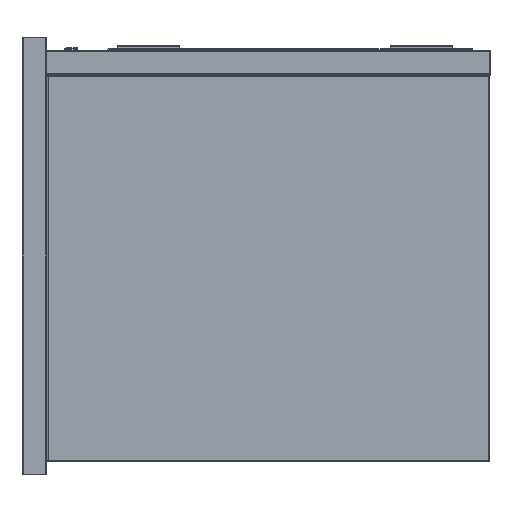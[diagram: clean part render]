
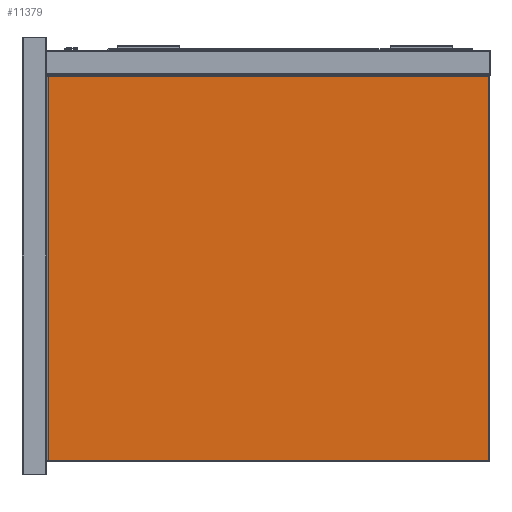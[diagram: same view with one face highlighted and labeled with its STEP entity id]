
A CAD part, left-side view. The second image highlights one B-rep face of the part: STEP entity #11379.
In plain terms, the highlighted planar face has unit normal (-1, 0, 0).
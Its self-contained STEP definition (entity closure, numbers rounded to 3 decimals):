
#205 = VECTOR ( 'NONE', #20003, 1000. ) ;
#259 = CARTESIAN_POINT ( 'NONE',  ( -700., 353., -658. ) ) ;
#1018 = DIRECTION ( 'NONE',  ( 0., -1., 0. ) ) ;
#1933 = AXIS2_PLACEMENT_3D ( 'NONE', #6495, #20625, #2807 ) ;
#2367 = ORIENTED_EDGE ( 'NONE', *, *, #2578, .T. ) ;
#2578 = EDGE_CURVE ( 'NONE', #29760, #10680, #38201, .T. ) ;
#2807 = DIRECTION ( 'NONE',  ( 0., 0., 1. ) ) ;
#3192 = DIRECTION ( 'NONE',  ( 0., 1., 0. ) ) ;
#4418 = ORIENTED_EDGE ( 'NONE', *, *, #30540, .T. ) ;
#6017 = EDGE_LOOP ( 'NONE', ( #2367, #13905, #34207, #4418 ) ) ;
#6104 = DIRECTION ( 'NONE',  ( 0., 0., -1. ) ) ;
#6118 = EDGE_CURVE ( 'NONE', #20764, #37048, #8419, .T. ) ;
#6495 = CARTESIAN_POINT ( 'NONE',  ( -700., -355., -660. ) ) ;
#8419 = LINE ( 'NONE', #17919, #24096 ) ;
#8618 = PLANE ( 'NONE',  #1933 ) ;
#8821 = CARTESIAN_POINT ( 'NONE',  ( -700., 355., -42. ) ) ;
#8955 = CARTESIAN_POINT ( 'NONE',  ( -700., -353., -660. ) ) ;
#10680 = VERTEX_POINT ( 'NONE', #27874 ) ;
#11379 = ADVANCED_FACE ( 'Fl�che7', ( #29362 ), #8618, .T. ) ;
#12283 = CARTESIAN_POINT ( 'NONE',  ( -700., -355., -658. ) ) ;
#13905 = ORIENTED_EDGE ( 'NONE', *, *, #33710, .T. ) ;
#14656 = LINE ( 'NONE', #8821, #22163 ) ;
#17919 = CARTESIAN_POINT ( 'NONE',  ( -700., 353., -660. ) ) ;
#18474 = LINE ( 'NONE', #12283, #22055 ) ;
#20003 = DIRECTION ( 'NONE',  ( 0., 0., 1. ) ) ;
#20625 = DIRECTION ( 'NONE',  ( -1., 0., 0. ) ) ;
#20764 = VERTEX_POINT ( 'NONE', #23976 ) ;
#22055 = VECTOR ( 'NONE', #1018, 1000. ) ;
#22163 = VECTOR ( 'NONE', #3192, 1000. ) ;
#23976 = CARTESIAN_POINT ( 'NONE',  ( -700., 353., -42. ) ) ;
#24096 = VECTOR ( 'NONE', #6104, 1000. ) ;
#27874 = CARTESIAN_POINT ( 'NONE',  ( -700., -353., -42. ) ) ;
#29362 = FACE_OUTER_BOUND ( 'NONE', #6017, .T. ) ;
#29760 = VERTEX_POINT ( 'NONE', #36794 ) ;
#30540 = EDGE_CURVE ( 'NONE', #37048, #29760, #18474, .T. ) ;
#33710 = EDGE_CURVE ( 'NONE', #10680, #20764, #14656, .T. ) ;
#34207 = ORIENTED_EDGE ( 'NONE', *, *, #6118, .T. ) ;
#36794 = CARTESIAN_POINT ( 'NONE',  ( -700., -353., -658. ) ) ;
#37048 = VERTEX_POINT ( 'NONE', #259 ) ;
#38201 = LINE ( 'NONE', #8955, #205 ) ;
